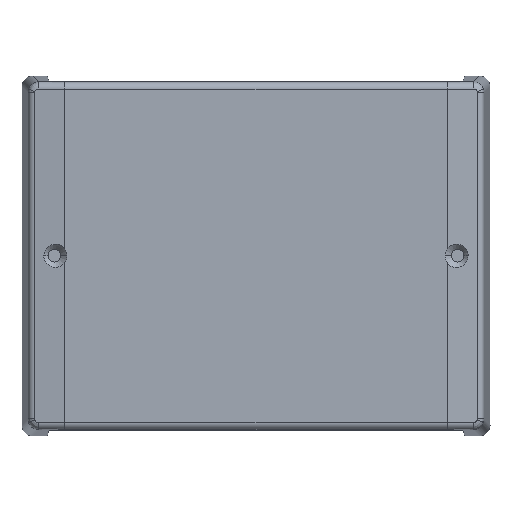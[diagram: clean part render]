
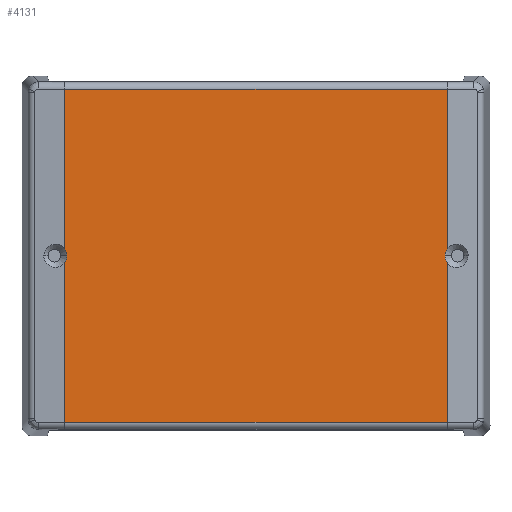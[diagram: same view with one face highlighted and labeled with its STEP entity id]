
A CAD part, top view. The second image highlights one B-rep face of the part: STEP entity #4131.
In plain terms, the highlighted planar face has unit normal (0, 0, 1).
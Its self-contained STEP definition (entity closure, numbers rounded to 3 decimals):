
#108=DIRECTION('',(0.,1.,0.));
#109=VECTOR('',#108,44.359);
#110=CARTESIAN_POINT('',(-53.067,1.909,35.));
#111=LINE('',#110,#109);
#1157=DIRECTION('',(0.,-1.,0.));
#1158=VECTOR('',#1157,44.359);
#1159=CARTESIAN_POINT('',(53.067,46.268,35.));
#1160=LINE('',#1159,#1158);
#1165=CARTESIAN_POINT('',(-56.,0.,35.));
#1166=DIRECTION('',(0.,0.,-1.));
#1167=DIRECTION('',(1.,0.,0.));
#1168=AXIS2_PLACEMENT_3D('',#1165,#1166,#1167);
#1170=CARTESIAN_POINT('',(-56.,0.,35.));
#1171=DIRECTION('',(0.,0.,-1.));
#1172=DIRECTION('',(0.838,0.546,0.));
#1173=AXIS2_PLACEMENT_3D('',#1170,#1171,#1172);
#1175=CARTESIAN_POINT('',(56.,0.,35.));
#1176=DIRECTION('',(0.,0.,-1.));
#1177=DIRECTION('',(-1.,0.,0.));
#1178=AXIS2_PLACEMENT_3D('',#1175,#1176,#1177);
#1180=CARTESIAN_POINT('',(56.,0.,35.));
#1181=DIRECTION('',(0.,0.,-1.));
#1182=DIRECTION('',(-0.838,-0.546,0.));
#1183=AXIS2_PLACEMENT_3D('',#1180,#1181,#1182);
#1189=DIRECTION('',(0.,-1.,0.));
#1190=VECTOR('',#1189,44.359);
#1191=CARTESIAN_POINT('',(53.067,-1.909,35.));
#1192=LINE('',#1191,#1190);
#1215=DIRECTION('',(-1.,0.,0.));
#1216=VECTOR('',#1215,106.133);
#1217=CARTESIAN_POINT('',(53.067,-46.268,35.));
#1218=LINE('',#1217,#1216);
#1259=DIRECTION('',(0.,1.,0.));
#1260=VECTOR('',#1259,44.359);
#1261=CARTESIAN_POINT('',(-53.067,-46.268,
35.));
#1262=LINE('',#1261,#1260);
#1345=DIRECTION('',(1.,0.,0.));
#1346=VECTOR('',#1345,106.133);
#1347=CARTESIAN_POINT('',(-53.067,46.268,35.));
#1348=LINE('',#1347,#1346);
#1921=CARTESIAN_POINT('',(52.5,0.,35.));
#1922=VERTEX_POINT('',#1921);
#1934=CARTESIAN_POINT('',(-52.5,0.,35.));
#1935=VERTEX_POINT('',#1934);
#2034=CARTESIAN_POINT('',(53.067,-1.909,35.));
#2035=CARTESIAN_POINT('',(53.067,-46.268,35.));
#2036=VERTEX_POINT('',#2034);
#2037=VERTEX_POINT('',#2035);
#2038=CARTESIAN_POINT('',(-53.067,-46.268,
35.));
#2039=VERTEX_POINT('',#2038);
#2040=CARTESIAN_POINT('',(-53.067,-1.909,35.));
#2041=VERTEX_POINT('',#2040);
#2042=CARTESIAN_POINT('',(-53.067,1.909,35.));
#2043=CARTESIAN_POINT('',(-53.067,46.268,35.));
#2044=VERTEX_POINT('',#2042);
#2045=VERTEX_POINT('',#2043);
#2046=CARTESIAN_POINT('',(53.067,46.268,35.));
#2047=VERTEX_POINT('',#2046);
#2048=CARTESIAN_POINT('',(53.067,1.909,35.));
#2049=VERTEX_POINT('',#2048);
#4108=CARTESIAN_POINT('',(0.,0.,35.));
#4109=DIRECTION('',(0.,0.,1.));
#4110=DIRECTION('',(1.,0.,0.));
#4111=AXIS2_PLACEMENT_3D('',#4108,#4109,#4110);
#4112=PLANE('',#4111);
#4114=ORIENTED_EDGE('',*,*,#4113,.T.);
#4116=ORIENTED_EDGE('',*,*,#4115,.T.);
#4118=ORIENTED_EDGE('',*,*,#4117,.T.);
#4119=ORIENTED_EDGE('',*,*,#2384,.F.);
#4120=ORIENTED_EDGE('',*,*,#2404,.F.);
#4121=ORIENTED_EDGE('',*,*,#2422,.T.);
#4123=ORIENTED_EDGE('',*,*,#4122,.T.);
#4124=ORIENTED_EDGE('',*,*,#4099,.T.);
#4126=ORIENTED_EDGE('',*,*,#4125,.F.);
#4128=ORIENTED_EDGE('',*,*,#4127,.F.);
#4129=EDGE_LOOP('',(#4114,#4116,#4118,#4119,#4120,#4121,#4123,#4124,#4126,
#4128));
#4130=FACE_OUTER_BOUND('',#4129,.F.);
#4131=ADVANCED_FACE('',(#4130),#4112,.T.);
#1169=CIRCLE('',#1168,3.5);
#1174=CIRCLE('',#1173,3.5);
#1179=CIRCLE('',#1178,3.5);
#1184=CIRCLE('',#1183,3.5);
#2384=EDGE_CURVE('',#1935,#2041,#1169,.T.);
#2404=EDGE_CURVE('',#2044,#1935,#1174,.T.);
#2422=EDGE_CURVE('',#2044,#2045,#111,.T.);
#4099=EDGE_CURVE('',#2047,#2049,#1160,.T.);
#4113=EDGE_CURVE('',#2036,#2037,#1192,.T.);
#4115=EDGE_CURVE('',#2037,#2039,#1218,.T.);
#4117=EDGE_CURVE('',#2039,#2041,#1262,.T.);
#4122=EDGE_CURVE('',#2045,#2047,#1348,.T.);
#4125=EDGE_CURVE('',#1922,#2049,#1179,.T.);
#4127=EDGE_CURVE('',#2036,#1922,#1184,.T.);
